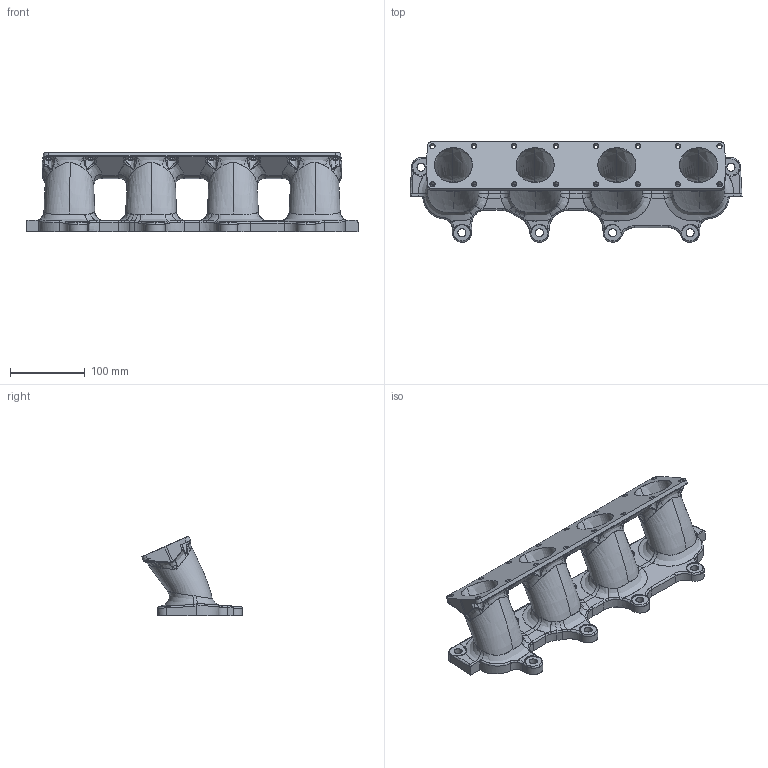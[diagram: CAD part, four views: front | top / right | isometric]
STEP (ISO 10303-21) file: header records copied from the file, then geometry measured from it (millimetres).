
FILE_DESCRIPTION(('FreeCAD Model'),'2;1');
FILE_NAME('Open CASCADE Shape Model','2025-05-04T08:45:19',('FreeCAD'),( 'FreeCAD'),'Open CASCADE STEP processor 7.6','FreeCAD','Unknown');
FILE_SCHEMA(('AUTOMOTIVE_DESIGN { 1 0 10303 214 1 1 1 1 }'));
Products named in the file (1): Open CASCADE STEP translator 7.6 1
Bounding box: 443.76 x 134.32 x 106.82 mm (x, y, z)
Surface area: 233316.8 mm2 (no closed solid volume)
Topology: 0 solids, 520 shells, 520 faces, 8719 edges, 8704 vertices
Faces by surface type: bspline 520
Entity records: 148240 total; most frequent: CARTESIAN_POINT 111337, ORIENTED_EDGE 8707, EDGE_CURVE 8707, VERTEX_POINT 8707, B_SPLINE_CURVE_WITH_KNOTS 7946, FACE_BOUND 578, EDGE_LOOP 578, SHELL_BASED_SURFACE_MODEL 520
